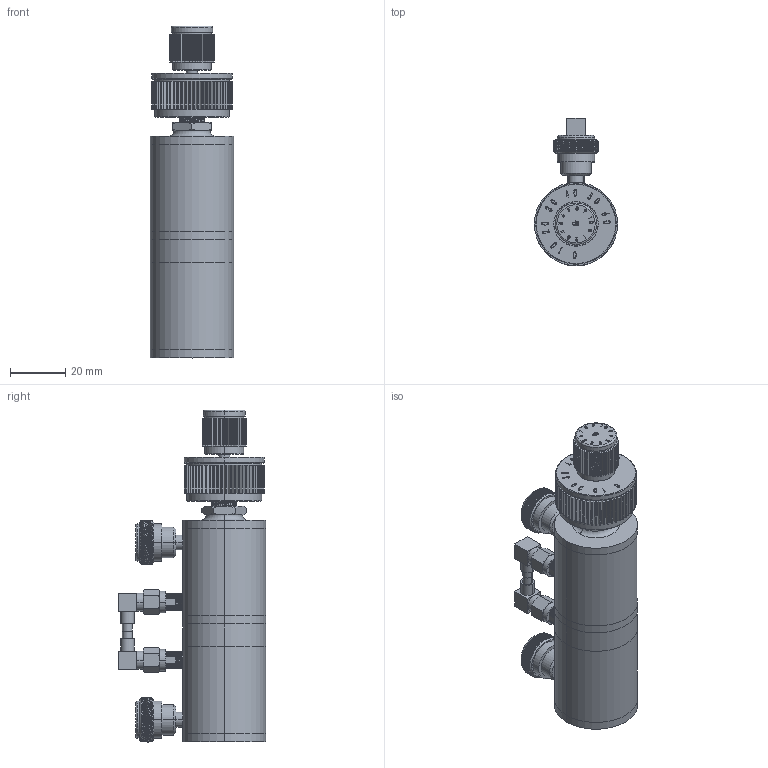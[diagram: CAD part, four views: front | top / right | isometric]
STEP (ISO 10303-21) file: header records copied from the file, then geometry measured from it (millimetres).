
FILE_DESCRIPTION (( 'STEP AP203' ), '1' );
FILE_NAME ('PE7440N-70_3D.STEP', '2022-06-21T16:33:41', ( '' ), ( '' ), 'SwSTEP 2.0', 'SolidWorks 2021', '' );
FILE_SCHEMA (( 'CONFIG_CONTROL_DESIGN' ));
Length unit declared in the file: millimetre
Products named in the file (8): RSA_N-F_MA4; RSA_NUT_MA1; RSA_KNOB_MA2; PE7440N-70_3D; RSA_KNOB-1_MA2; RSA-NUT TYPE CONNECTOR_MA1; RSA_BODY_1_MA2; RSA_SMAF_S_MA6
Assembly tree (10 placements, depth 2):
  PE7440N-70_3D
    RSA_BODY_1_MA2
    RSA_N-F_MA4  x2
    RSA_SMAF_S_MA6  x2
    RSA-NUT TYPE CONNECTOR_MA1  x2
    RSA_KNOB-1_MA2
    RSA_KNOB_MA2
    RSA_NUT_MA1
Bounding box: 30 x 53.3 x 119.82 mm (x, y, z)
Volume: 76706.4 mm3; surface area: 26893.4 mm2
Topology: 16 solids, 16 shells, 1455 faces, 3761 edges, 2406 vertices
Faces by surface type: plane 610, cylinder 415, bspline 366, cone 54, torus 10
Entity records: 113952 total; most frequent: CARTESIAN_POINT 87192, ORIENTED_EDGE 6040, DIRECTION 4414, EDGE_CURVE 3020, VERTEX_POINT 1919, LINE 1578, VECTOR 1578, AXIS2_PLACEMENT_3D 1418
